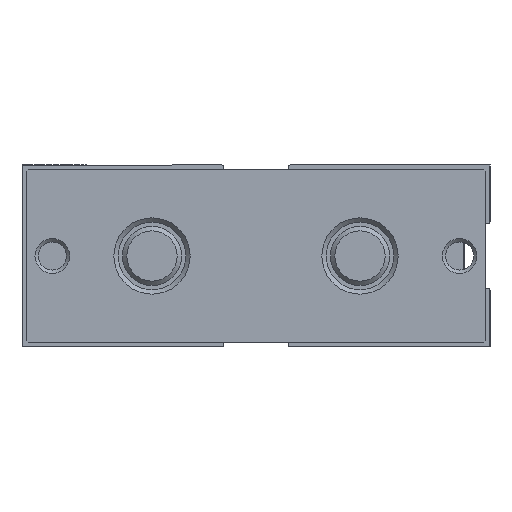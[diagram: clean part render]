
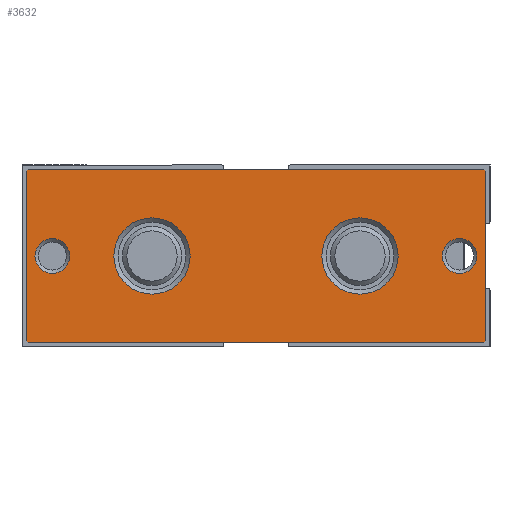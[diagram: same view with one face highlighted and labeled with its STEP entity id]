
A CAD part, left-side view. The second image highlights one B-rep face of the part: STEP entity #3632.
In plain terms, the highlighted planar face has unit normal (-1, 0, 0).
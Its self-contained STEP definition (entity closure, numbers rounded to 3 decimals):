
#224=CIRCLE('',#3873,4.4);
#225=CIRCLE('',#3874,4.4);
#226=CIRCLE('',#3875,2.);
#227=CIRCLE('',#3876,2.);
#490=ORIENTED_EDGE('',*,*,#1351,.T.);
#491=ORIENTED_EDGE('',*,*,#1352,.T.);
#492=ORIENTED_EDGE('',*,*,#1353,.T.);
#493=ORIENTED_EDGE('',*,*,#1354,.T.);
#494=ORIENTED_EDGE('',*,*,#1318,.F.);
#495=ORIENTED_EDGE('',*,*,#1350,.F.);
#496=ORIENTED_EDGE('',*,*,#1348,.F.);
#497=ORIENTED_EDGE('',*,*,#1344,.F.);
#498=ORIENTED_EDGE('',*,*,#1324,.F.);
#499=ORIENTED_EDGE('',*,*,#1343,.F.);
#500=ORIENTED_EDGE('',*,*,#1341,.F.);
#501=ORIENTED_EDGE('',*,*,#1337,.F.);
#1318=EDGE_CURVE('',#1760,#1761,#2082,.T.);
#1324=EDGE_CURVE('',#1764,#1765,#2088,.T.);
#1337=EDGE_CURVE('',#1761,#1771,#2097,.T.);
#1341=EDGE_CURVE('',#1771,#1774,#2099,.T.);
#1343=EDGE_CURVE('',#1774,#1764,#2101,.T.);
#1344=EDGE_CURVE('',#1765,#1775,#2102,.T.);
#1348=EDGE_CURVE('',#1775,#1778,#2104,.T.);
#1350=EDGE_CURVE('',#1778,#1760,#2106,.T.);
#1351=EDGE_CURVE('',#1779,#1779,#224,.T.);
#1352=EDGE_CURVE('',#1780,#1780,#225,.T.);
#1353=EDGE_CURVE('',#1781,#1781,#226,.T.);
#1354=EDGE_CURVE('',#1782,#1782,#227,.T.);
#1760=VERTEX_POINT('',#5317);
#1761=VERTEX_POINT('',#5319);
#1764=VERTEX_POINT('',#5328);
#1765=VERTEX_POINT('',#5330);
#1771=VERTEX_POINT('',#5352);
#1774=VERTEX_POINT('',#5360);
#1775=VERTEX_POINT('',#5366);
#1778=VERTEX_POINT('',#5374);
#1779=VERTEX_POINT('',#5380);
#1780=VERTEX_POINT('',#5382);
#1781=VERTEX_POINT('',#5384);
#1782=VERTEX_POINT('',#5386);
#2082=LINE('',#5318,#2288);
#2088=LINE('',#5329,#2294);
#2097=LINE('',#5351,#2303);
#2099=LINE('',#5359,#2305);
#2101=LINE('',#5363,#2307);
#2102=LINE('',#5365,#2308);
#2104=LINE('',#5373,#2310);
#2106=LINE('',#5377,#2312);
#2288=VECTOR('',#4297,1000.);
#2294=VECTOR('',#4305,1000.);
#2303=VECTOR('',#4328,1000.);
#2305=VECTOR('',#4336,1000.);
#2307=VECTOR('',#4340,1000.);
#2308=VECTOR('',#4343,1000.);
#2310=VECTOR('',#4351,1000.);
#2312=VECTOR('',#4355,1000.);
#2490=EDGE_LOOP('',(#490));
#2491=EDGE_LOOP('',(#491));
#2492=EDGE_LOOP('',(#492));
#2493=EDGE_LOOP('',(#493));
#2494=EDGE_LOOP('',(#494,#495,#496,#497,#498,#499,#500,#501));
#2804=FACE_BOUND('',#2490,.T.);
#2805=FACE_BOUND('',#2491,.T.);
#2806=FACE_BOUND('',#2492,.T.);
#2807=FACE_BOUND('',#2493,.T.);
#2808=FACE_BOUND('',#2494,.T.);
#3117=PLANE('',#3872);
#3632=ADVANCED_FACE('',(#2804,#2805,#2806,#2807,#2808),#3117,.F.);
#3872=AXIS2_PLACEMENT_3D('',#5378,#4356,#4357);
#3873=AXIS2_PLACEMENT_3D('',#5379,#4358,#4359);
#3874=AXIS2_PLACEMENT_3D('',#5381,#4360,#4361);
#3875=AXIS2_PLACEMENT_3D('',#5383,#4362,#4363);
#3876=AXIS2_PLACEMENT_3D('',#5385,#4364,#4365);
#4297=DIRECTION('',(0.,-1.,0.));
#4305=DIRECTION('',(0.,1.,0.));
#4328=DIRECTION('',(0.,-0.707,-0.707));
#4336=DIRECTION('',(0.,0.,-1.));
#4340=DIRECTION('',(0.,0.707,-0.707));
#4343=DIRECTION('',(0.,0.707,0.707));
#4351=DIRECTION('',(0.,0.,1.));
#4355=DIRECTION('',(0.,-0.707,0.707));
#4356=DIRECTION('',(1.,0.,0.));
#4357=DIRECTION('',(0.,0.,-1.));
#4358=DIRECTION('',(1.,0.,0.));
#4359=DIRECTION('',(0.,0.,-1.));
#4360=DIRECTION('',(1.,0.,0.));
#4361=DIRECTION('',(0.,0.,-1.));
#4362=DIRECTION('',(1.,0.,0.));
#4363=DIRECTION('',(0.,0.,-1.));
#4364=DIRECTION('',(1.,0.,0.));
#4365=DIRECTION('',(0.,0.,-1.));
#5317=CARTESIAN_POINT('',(0.,19.8,26.5));
#5318=CARTESIAN_POINT('',(0.,19.8,26.5));
#5319=CARTESIAN_POINT('',(0.,0.2,26.5));
#5328=CARTESIAN_POINT('',(0.,0.2,-26.5));
#5329=CARTESIAN_POINT('',(0.,0.2,-26.5));
#5330=CARTESIAN_POINT('',(0.,19.8,-26.5));
#5351=CARTESIAN_POINT('',(0.,0.2,26.5));
#5352=CARTESIAN_POINT('',(0.,0.,26.3));
#5359=CARTESIAN_POINT('',(0.,0.,26.3));
#5360=CARTESIAN_POINT('',(0.,0.,-26.3));
#5363=CARTESIAN_POINT('',(0.,0.,-26.3));
#5365=CARTESIAN_POINT('',(0.,19.8,-26.5));
#5366=CARTESIAN_POINT('',(0.,20.,-26.3));
#5373=CARTESIAN_POINT('',(0.,20.,-26.3));
#5374=CARTESIAN_POINT('',(0.,20.,26.3));
#5377=CARTESIAN_POINT('',(0.,20.,26.3));
#5378=CARTESIAN_POINT('',(0.,0.,0.));
#5379=CARTESIAN_POINT('',(0.,10.,-12.));
#5380=CARTESIAN_POINT('',(0.,10.,-16.4));
#5381=CARTESIAN_POINT('',(0.,10.,12.));
#5382=CARTESIAN_POINT('',(0.,10.,7.6));
#5383=CARTESIAN_POINT('',(0.,10.,-23.5));
#5384=CARTESIAN_POINT('',(0.,10.,-25.5));
#5385=CARTESIAN_POINT('',(0.,10.,23.5));
#5386=CARTESIAN_POINT('',(0.,10.,21.5));
